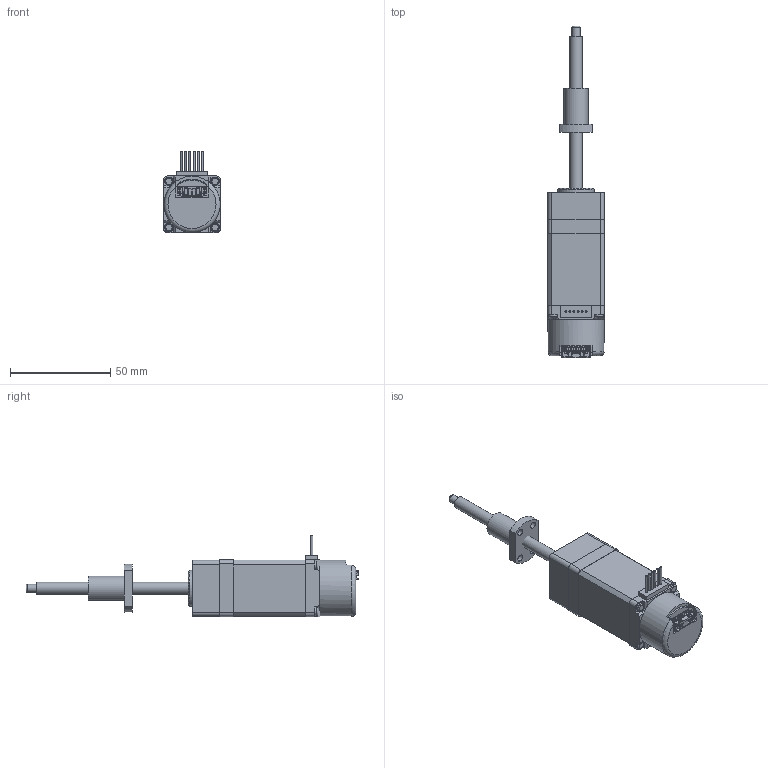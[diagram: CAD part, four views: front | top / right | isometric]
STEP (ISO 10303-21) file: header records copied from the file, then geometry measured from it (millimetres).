
FILE_DESCRIPTION( ( '' ), '1' );
FILE_NAME( 'MS225-09AO6L-LSH0606.stp', '2021-12-01T06:30:45', ( 'Dimamotor' ), ( 'Dimamotor' ), 'PSStep 17.0.49', ' ', ' ' );
FILE_SCHEMA( ( 'AUTOMOTIVE_DESIGN { 1 0 10303 214 1 1 1 1 }' ) );
Length unit declared in the file: millimetre
Products named in the file (5): Assem1; 外殼D; MS225-09A-LSH0606_VerA; NUT_MS225-09A-LSH0606_VerA
Assembly tree (4 placements, depth 2):
  Assem1
    外殼D
    外殼D
    MS225-09A-LSH0606_VerA
    NUT_MS225-09A-LSH0606_VerA
Bounding box: 28.3 x 165.56 x 40.6 mm (x, y, z)
Volume: 60113 mm3; surface area: 19935.9 mm2
Topology: 4 solids, 5 shells, 1298 faces, 3724 edges, 2447 vertices
Faces by surface type: plane 960, cylinder 316, cone 15, torus 6, bspline 1
Full cylindrical faces by diameter (mm): 1 x6, 2.013 x4, 2.6 x3, 3 x3, 3.4 x4, 4 x1, 4.2 x4, 4.5 x2, 4.917 x1, 6 x2, 7.5 x1, 8 x3, 10 x2, 11 x1, 12 x1, 18 x1, 20 x1, 25 x1, 28 x1
Entity records: 52555 total; most frequent: CARTESIAN_POINT 7617, ORIENTED_EDGE 7298, DIRECTION 6885, EDGE_CURVE 3649, LINE 2983, VECTOR 2983, VERTEX_POINT 2431, AXIS2_PLACEMENT_3D 1951
